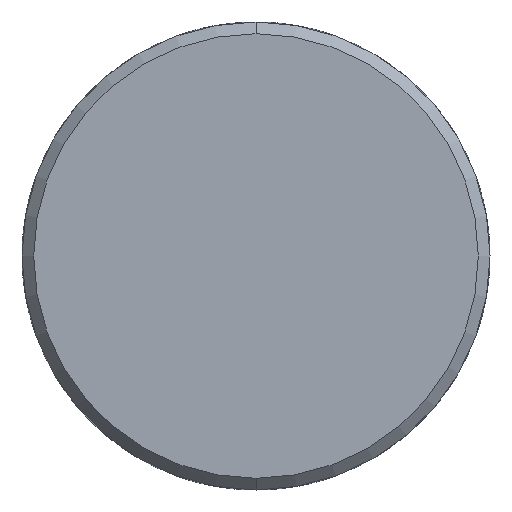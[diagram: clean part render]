
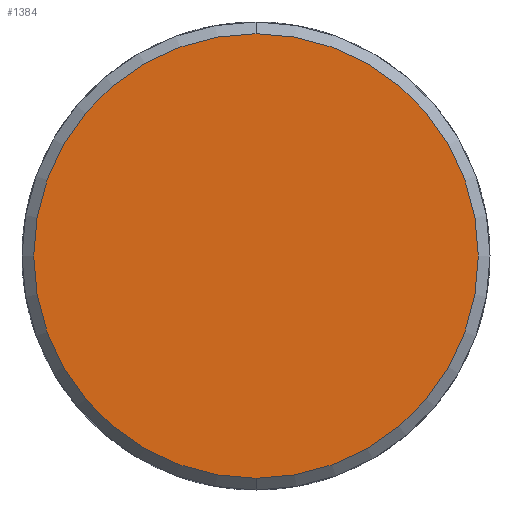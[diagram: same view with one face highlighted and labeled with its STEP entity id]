
A CAD part, front view. The second image highlights one B-rep face of the part: STEP entity #1384.
In plain terms, the highlighted planar face has unit normal (0, -1, 0).
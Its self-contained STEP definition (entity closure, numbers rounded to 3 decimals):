
#19 = DIRECTION ( 'NONE',  ( 0., 1., 0. ) ) ;
#76 = CARTESIAN_POINT ( 'NONE',  ( 0., 0., 0. ) ) ;
#166 = AXIS2_PLACEMENT_3D ( 'NONE', #953, #1218, #1777 ) ;
#293 = PLANE ( 'NONE',  #1412 ) ;
#348 = VERTEX_POINT ( 'NONE', #507 ) ;
#450 = EDGE_LOOP ( 'NONE', ( #866, #726 ) ) ;
#451 = EDGE_CURVE ( 'NONE', #1212, #348, #645, .T. ) ;
#507 = CARTESIAN_POINT ( 'NONE',  ( 0., 0., -9.5 ) ) ;
#547 = CARTESIAN_POINT ( 'NONE',  ( 0., 0., 0. ) ) ;
#645 = CIRCLE ( 'NONE', #166, 9.5 ) ;
#716 = DIRECTION ( 'NONE',  ( 0., 0., 1. ) ) ;
#726 = ORIENTED_EDGE ( 'NONE', *, *, #1695, .T. ) ;
#866 = ORIENTED_EDGE ( 'NONE', *, *, #451, .T. ) ;
#953 = CARTESIAN_POINT ( 'NONE',  ( 0., 0., 0. ) ) ;
#1029 = CARTESIAN_POINT ( 'NONE',  ( 0., 0., 9.5 ) ) ;
#1212 = VERTEX_POINT ( 'NONE', #1029 ) ;
#1218 = DIRECTION ( 'NONE',  ( 0., -1., 0. ) ) ;
#1319 = DIRECTION ( 'NONE',  ( 0., -1., 0. ) ) ;
#1327 = DIRECTION ( 'NONE',  ( 0., 0., 1. ) ) ;
#1384 = ADVANCED_FACE ( 'NONE', ( #1396 ), #293, .F. ) ;
#1396 = FACE_OUTER_BOUND ( 'NONE', #450, .T. ) ;
#1412 = AXIS2_PLACEMENT_3D ( 'NONE', #547, #19, #716 ) ;
#1687 = AXIS2_PLACEMENT_3D ( 'NONE', #76, #1319, #1327 ) ;
#1695 = EDGE_CURVE ( 'NONE', #348, #1212, #1830, .T. ) ;
#1777 = DIRECTION ( 'NONE',  ( 0., 0., 1. ) ) ;
#1830 = CIRCLE ( 'NONE', #1687, 9.5 ) ;
